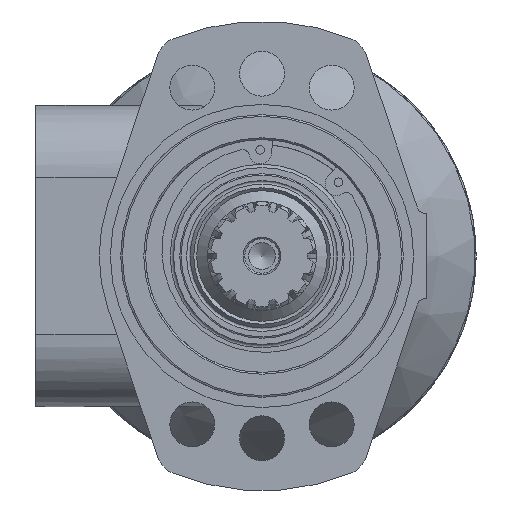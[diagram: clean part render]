
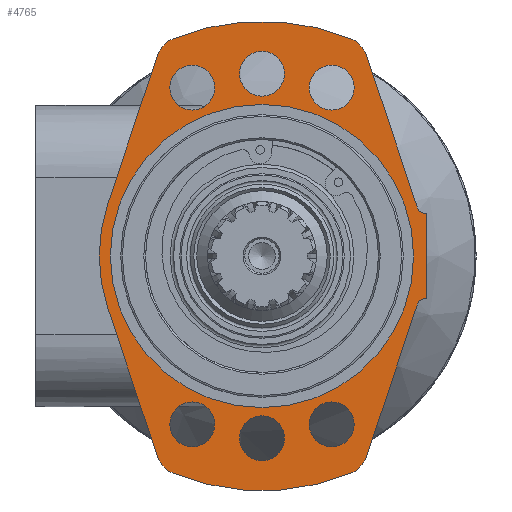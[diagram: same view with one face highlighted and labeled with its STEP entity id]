
A CAD part, left-side view. The second image highlights one B-rep face of the part: STEP entity #4765.
In plain terms, the highlighted planar face has unit normal (-1, 0, 0).
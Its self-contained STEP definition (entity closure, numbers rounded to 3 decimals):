
#570=LINE('',#8654,#766);
#573=LINE('',#8660,#769);
#577=LINE('',#8672,#773);
#582=LINE('',#8688,#778);
#585=LINE('',#8696,#781);
#590=LINE('',#8712,#786);
#594=LINE('',#8742,#790);
#766=VECTOR('',#6806,1000.);
#769=VECTOR('',#6811,1000.);
#773=VECTOR('',#6825,1000.);
#778=VECTOR('',#6844,1000.);
#781=VECTOR('',#6853,1000.);
#786=VECTOR('',#6872,1000.);
#790=VECTOR('',#6910,1000.);
#1991=ORIENTED_EDGE('',*,*,#2701,.T.);
#1992=ORIENTED_EDGE('',*,*,#2699,.T.);
#1993=ORIENTED_EDGE('',*,*,#2698,.T.);
#1994=ORIENTED_EDGE('',*,*,#2697,.T.);
#1995=ORIENTED_EDGE('',*,*,#2696,.T.);
#1996=ORIENTED_EDGE('',*,*,#2695,.T.);
#1997=ORIENTED_EDGE('',*,*,#2694,.T.);
#1998=ORIENTED_EDGE('',*,*,#2659,.F.);
#1999=ORIENTED_EDGE('',*,*,#2700,.F.);
#2000=ORIENTED_EDGE('',*,*,#2692,.T.);
#2001=ORIENTED_EDGE('',*,*,#2690,.F.);
#2002=ORIENTED_EDGE('',*,*,#2688,.F.);
#2003=ORIENTED_EDGE('',*,*,#2686,.F.);
#2004=ORIENTED_EDGE('',*,*,#2684,.F.);
#2005=ORIENTED_EDGE('',*,*,#2682,.F.);
#2006=ORIENTED_EDGE('',*,*,#2680,.F.);
#2007=ORIENTED_EDGE('',*,*,#2678,.F.);
#2008=ORIENTED_EDGE('',*,*,#2676,.F.);
#2009=ORIENTED_EDGE('',*,*,#2674,.F.);
#2010=ORIENTED_EDGE('',*,*,#2672,.F.);
#2011=ORIENTED_EDGE('',*,*,#2670,.F.);
#2012=ORIENTED_EDGE('',*,*,#2668,.F.);
#2013=ORIENTED_EDGE('',*,*,#2666,.F.);
#2014=ORIENTED_EDGE('',*,*,#2664,.T.);
#2015=ORIENTED_EDGE('',*,*,#2662,.F.);
#2659=EDGE_CURVE('',#3141,#3142,#570,.T.);
#2662=EDGE_CURVE('',#3142,#3143,#573,.T.);
#2664=EDGE_CURVE('',#3144,#3143,#3497,.T.);
#2666=EDGE_CURVE('',#3144,#3145,#3498,.T.);
#2668=EDGE_CURVE('',#3145,#3146,#577,.T.);
#2670=EDGE_CURVE('',#3146,#3147,#3499,.T.);
#2672=EDGE_CURVE('',#3147,#3148,#3500,.T.);
#2674=EDGE_CURVE('',#3148,#3149,#3501,.T.);
#2676=EDGE_CURVE('',#3149,#3150,#582,.T.);
#2678=EDGE_CURVE('',#3150,#3151,#3502,.T.);
#2680=EDGE_CURVE('',#3151,#3152,#585,.T.);
#2682=EDGE_CURVE('',#3152,#3153,#3503,.T.);
#2684=EDGE_CURVE('',#3153,#3154,#3504,.T.);
#2686=EDGE_CURVE('',#3154,#3155,#3505,.T.);
#2688=EDGE_CURVE('',#3155,#3156,#590,.T.);
#2690=EDGE_CURVE('',#3156,#3157,#3506,.T.);
#2692=EDGE_CURVE('',#3158,#3157,#3507,.T.);
#2694=EDGE_CURVE('',#3159,#3159,#3508,.T.);
#2695=EDGE_CURVE('',#3160,#3160,#3509,.T.);
#2696=EDGE_CURVE('',#3161,#3161,#3510,.T.);
#2697=EDGE_CURVE('',#3162,#3162,#3511,.T.);
#2698=EDGE_CURVE('',#3163,#3163,#3512,.T.);
#2699=EDGE_CURVE('',#3164,#3164,#3513,.T.);
#2700=EDGE_CURVE('',#3158,#3141,#594,.T.);
#2701=EDGE_CURVE('',#3165,#3165,#3514,.T.);
#3141=VERTEX_POINT('',#8655);
#3142=VERTEX_POINT('',#8656);
#3143=VERTEX_POINT('',#8661);
#3144=VERTEX_POINT('',#8665);
#3145=VERTEX_POINT('',#8669);
#3146=VERTEX_POINT('',#8673);
#3147=VERTEX_POINT('',#8677);
#3148=VERTEX_POINT('',#8681);
#3149=VERTEX_POINT('',#8685);
#3150=VERTEX_POINT('',#8689);
#3151=VERTEX_POINT('',#8693);
#3152=VERTEX_POINT('',#8697);
#3153=VERTEX_POINT('',#8701);
#3154=VERTEX_POINT('',#8705);
#3155=VERTEX_POINT('',#8709);
#3156=VERTEX_POINT('',#8713);
#3157=VERTEX_POINT('',#8717);
#3158=VERTEX_POINT('',#8721);
#3159=VERTEX_POINT('',#8725);
#3160=VERTEX_POINT('',#8728);
#3161=VERTEX_POINT('',#8731);
#3162=VERTEX_POINT('',#8734);
#3163=VERTEX_POINT('',#8737);
#3164=VERTEX_POINT('',#8740);
#3165=VERTEX_POINT('',#8745);
#3497=CIRCLE('',#5426,2.);
#3498=CIRCLE('',#5428,47.5);
#3499=CIRCLE('',#5431,8.);
#3500=CIRCLE('',#5433,68.5);
#3501=CIRCLE('',#5435,8.);
#3502=CIRCLE('',#5438,47.5);
#3503=CIRCLE('',#5441,8.);
#3504=CIRCLE('',#5443,68.5);
#3505=CIRCLE('',#5445,8.);
#3506=CIRCLE('',#5448,47.5);
#3507=CIRCLE('',#5450,2.);
#3508=CIRCLE('',#5452,6.55);
#3509=CIRCLE('',#5454,6.55);
#3510=CIRCLE('',#5456,6.55);
#3511=CIRCLE('',#5458,6.55);
#3512=CIRCLE('',#5460,6.55);
#3513=CIRCLE('',#5462,6.55);
#3514=CIRCLE('',#5465,44.25);
#3917=EDGE_LOOP('',(#1991));
#3918=EDGE_LOOP('',(#1992));
#3919=EDGE_LOOP('',(#1993));
#3920=EDGE_LOOP('',(#1994));
#3921=EDGE_LOOP('',(#1995));
#3922=EDGE_LOOP('',(#1996));
#3923=EDGE_LOOP('',(#1997));
#3924=EDGE_LOOP('',(#1998,#1999,#2000,#2001,#2002,#2003,#2004,#2005,#2006,
#2007,#2008,#2009,#2010,#2011,#2012,#2013,#2014,#2015));
#4356=FACE_BOUND('',#3917,.T.);
#4357=FACE_BOUND('',#3918,.T.);
#4358=FACE_BOUND('',#3919,.T.);
#4359=FACE_BOUND('',#3920,.T.);
#4360=FACE_BOUND('',#3921,.T.);
#4361=FACE_BOUND('',#3922,.T.);
#4362=FACE_BOUND('',#3923,.T.);
#4363=FACE_BOUND('',#3924,.T.);
#4485=PLANE('',#5464);
#4765=ADVANCED_FACE('',(#4356,#4357,#4358,#4359,#4360,#4361,#4362,#4363),
#4485,.F.);
#5426=AXIS2_PLACEMENT_3D('',#8664,#6815,#6816);
#5428=AXIS2_PLACEMENT_3D('',#8668,#6820,#6821);
#5431=AXIS2_PLACEMENT_3D('',#8676,#6829,#6830);
#5433=AXIS2_PLACEMENT_3D('',#8680,#6834,#6835);
#5435=AXIS2_PLACEMENT_3D('',#8684,#6839,#6840);
#5438=AXIS2_PLACEMENT_3D('',#8692,#6848,#6849);
#5441=AXIS2_PLACEMENT_3D('',#8700,#6857,#6858);
#5443=AXIS2_PLACEMENT_3D('',#8704,#6862,#6863);
#5445=AXIS2_PLACEMENT_3D('',#8708,#6867,#6868);
#5448=AXIS2_PLACEMENT_3D('',#8716,#6876,#6877);
#5450=AXIS2_PLACEMENT_3D('',#8720,#6881,#6882);
#5452=AXIS2_PLACEMENT_3D('',#8724,#6886,#6887);
#5454=AXIS2_PLACEMENT_3D('',#8727,#6890,#6891);
#5456=AXIS2_PLACEMENT_3D('',#8730,#6894,#6895);
#5458=AXIS2_PLACEMENT_3D('',#8733,#6898,#6899);
#5460=AXIS2_PLACEMENT_3D('',#8736,#6902,#6903);
#5462=AXIS2_PLACEMENT_3D('',#8739,#6906,#6907);
#5464=AXIS2_PLACEMENT_3D('',#8743,#6911,#6912);
#5465=AXIS2_PLACEMENT_3D('',#8744,#6913,#6914);
#6806=DIRECTION('',(0.,-1.,0.));
#6811=DIRECTION('',(0.,0.,-1.));
#6815=DIRECTION('',(1.,0.,0.));
#6816=DIRECTION('',(0.,0.,-1.));
#6820=DIRECTION('',(1.,0.,0.));
#6821=DIRECTION('',(0.,0.,-1.));
#6825=DIRECTION('',(0.,-0.948,-0.317));
#6829=DIRECTION('',(1.,0.,0.));
#6830=DIRECTION('',(0.,0.,-1.));
#6834=DIRECTION('',(1.,0.,0.));
#6835=DIRECTION('',(0.,0.,-1.));
#6839=DIRECTION('',(1.,0.,0.));
#6840=DIRECTION('',(0.,0.,-1.));
#6844=DIRECTION('',(0.,0.948,-0.317));
#6848=DIRECTION('',(1.,0.,0.));
#6849=DIRECTION('',(0.,0.,-1.));
#6853=DIRECTION('',(0.,0.948,0.317));
#6857=DIRECTION('',(1.,0.,0.));
#6858=DIRECTION('',(0.,0.,-1.));
#6862=DIRECTION('',(1.,0.,0.));
#6863=DIRECTION('',(0.,0.,-1.));
#6867=DIRECTION('',(1.,0.,0.));
#6868=DIRECTION('',(0.,0.,-1.));
#6872=DIRECTION('',(0.,-0.948,0.317));
#6876=DIRECTION('',(1.,0.,0.));
#6877=DIRECTION('',(0.,0.,-1.));
#6881=DIRECTION('',(1.,0.,0.));
#6882=DIRECTION('',(0.,0.,-1.));
#6886=DIRECTION('',(1.,0.,0.));
#6887=DIRECTION('',(0.,0.,-1.));
#6890=DIRECTION('',(1.,0.,0.));
#6891=DIRECTION('',(0.,0.,-1.));
#6894=DIRECTION('',(1.,0.,0.));
#6895=DIRECTION('',(0.,0.,-1.));
#6898=DIRECTION('',(1.,0.,0.));
#6899=DIRECTION('',(0.,0.,-1.));
#6902=DIRECTION('',(1.,0.,0.));
#6903=DIRECTION('',(0.,0.,-1.));
#6906=DIRECTION('',(1.,0.,0.));
#6907=DIRECTION('',(0.,0.,-1.));
#6910=DIRECTION('',(0.,0.,1.));
#6911=DIRECTION('',(1.,0.,0.));
#6912=DIRECTION('',(0.,0.,-1.));
#6913=DIRECTION('',(1.,0.,0.));
#6914=DIRECTION('',(0.,0.,-1.));
#8654=CARTESIAN_POINT('',(0.,12.5,48.));
#8655=CARTESIAN_POINT('',(0.,12.5,48.));
#8656=CARTESIAN_POINT('',(0.,-12.5,48.));
#8660=CARTESIAN_POINT('',(0.,-12.5,48.));
#8661=CARTESIAN_POINT('',(0.,-12.5,47.329));
#8664=CARTESIAN_POINT('',(0.,-14.5,47.329));
#8665=CARTESIAN_POINT('',(0.,-13.914,45.416));
#8668=CARTESIAN_POINT('',(0.,0.,0.));
#8669=CARTESIAN_POINT('',(0.,-15.072,45.045));
#8672=CARTESIAN_POINT('',(0.,-15.072,45.045));
#8673=CARTESIAN_POINT('',(0.,-58.53,30.505));
#8676=CARTESIAN_POINT('',(0.,-55.991,22.918));
#8677=CARTESIAN_POINT('',(0.,-63.395,25.949));
#8680=CARTESIAN_POINT('',(0.,0.,0.));
#8681=CARTESIAN_POINT('',(0.,-63.395,-25.949));
#8684=CARTESIAN_POINT('',(0.,-55.991,-22.918));
#8685=CARTESIAN_POINT('',(0.,-58.53,-30.505));
#8688=CARTESIAN_POINT('',(0.,-58.53,-30.505));
#8689=CARTESIAN_POINT('',(0.,-15.072,-45.045));
#8692=CARTESIAN_POINT('',(0.,0.,0.));
#8693=CARTESIAN_POINT('',(0.,15.072,-45.045));
#8696=CARTESIAN_POINT('',(0.,15.072,-45.045));
#8697=CARTESIAN_POINT('',(0.,58.53,-30.505));
#8700=CARTESIAN_POINT('',(0.,55.991,-22.918));
#8701=CARTESIAN_POINT('',(0.,63.395,-25.949));
#8704=CARTESIAN_POINT('',(0.,0.,0.));
#8705=CARTESIAN_POINT('',(0.,63.395,25.949));
#8708=CARTESIAN_POINT('',(0.,55.991,22.918));
#8709=CARTESIAN_POINT('',(0.,58.53,30.505));
#8712=CARTESIAN_POINT('',(0.,58.53,30.505));
#8713=CARTESIAN_POINT('',(0.,15.072,45.045));
#8716=CARTESIAN_POINT('',(0.,0.,0.));
#8717=CARTESIAN_POINT('',(0.,13.914,45.416));
#8720=CARTESIAN_POINT('',(0.,14.5,47.329));
#8721=CARTESIAN_POINT('',(0.,12.5,47.329));
#8724=CARTESIAN_POINT('',(0.,-49.15,-20.359));
#8725=CARTESIAN_POINT('',(0.,-49.15,-26.909));
#8727=CARTESIAN_POINT('',(0.,49.15,-20.359));
#8728=CARTESIAN_POINT('',(0.,49.15,-26.909));
#8730=CARTESIAN_POINT('',(0.,53.2,0.));
#8731=CARTESIAN_POINT('',(0.,53.2,-6.55));
#8733=CARTESIAN_POINT('',(0.,-53.2,0.));
#8734=CARTESIAN_POINT('',(0.,-53.2,-6.55));
#8736=CARTESIAN_POINT('',(0.,49.15,20.359));
#8737=CARTESIAN_POINT('',(0.,49.15,13.809));
#8739=CARTESIAN_POINT('',(0.,-49.15,20.359));
#8740=CARTESIAN_POINT('',(0.,-49.15,13.809));
#8742=CARTESIAN_POINT('',(0.,12.5,47.329));
#8743=CARTESIAN_POINT('',(0.,0.,0.));
#8744=CARTESIAN_POINT('',(0.,0.,0.));
#8745=CARTESIAN_POINT('',(0.,0.,-44.25));
